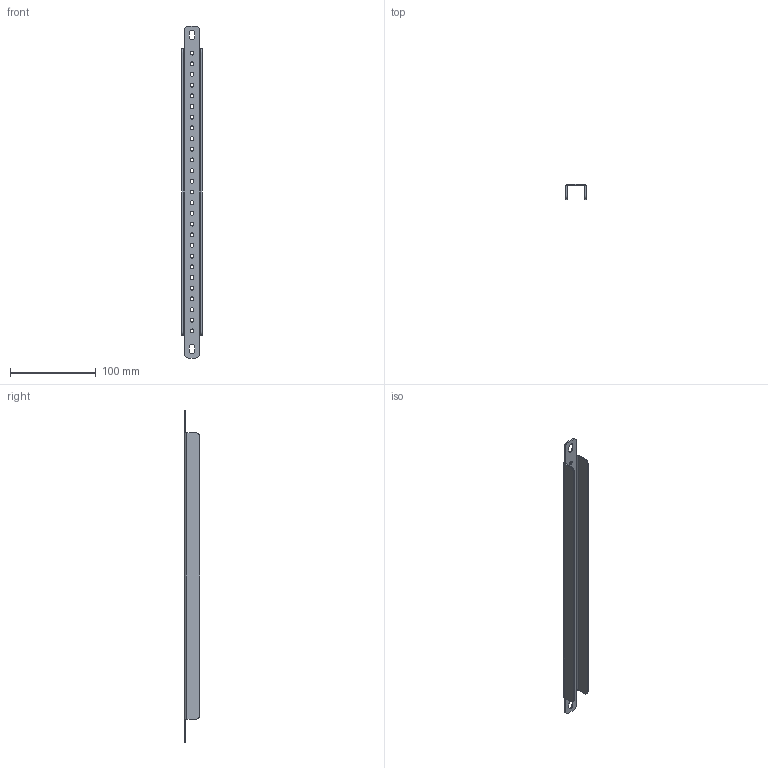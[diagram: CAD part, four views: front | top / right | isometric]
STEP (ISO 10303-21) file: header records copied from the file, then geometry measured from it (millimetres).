
FILE_DESCRIPTION (( 'STEP AP214' ), '1' );
FILE_NAME ('997.150.STEP', '2024-09-18T04:44:34', ( '' ), ( '' ), 'SwSTEP 2.0', 'SolidWorks 2021', '' );
FILE_SCHEMA (( 'AUTOMOTIVE_DESIGN' ));
Length unit declared in the file: millimetre
Products named in the file (1): 997.150
Bounding box: 24 x 18 x 388.3 mm (x, y, z)
Volume: 28188.7 mm3; surface area: 39566.7 mm2
Topology: 1 solids, 1 shells, 96 faces, 270 edges, 176 vertices
Faces by surface type: cylinder 72, plane 24
Entity records: 3312 total; most frequent: DIRECTION 608, CARTESIAN_POINT 543, ORIENTED_EDGE 540, EDGE_CURVE 270, AXIS2_PLACEMENT_3D 241, VERTEX_POINT 176, EDGE_LOOP 154, CIRCLE 144
